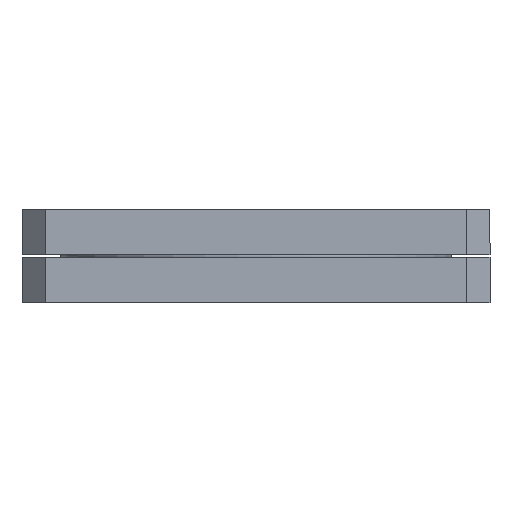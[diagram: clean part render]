
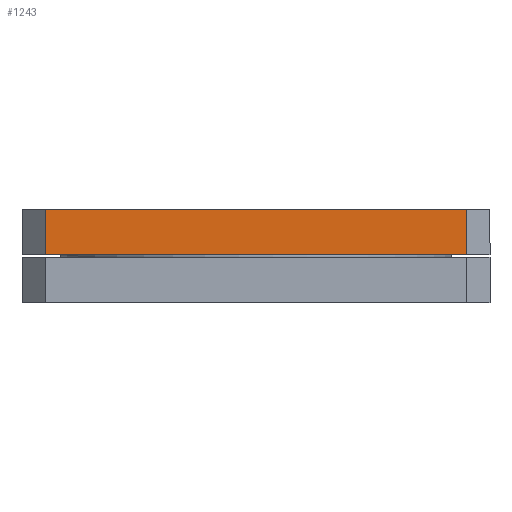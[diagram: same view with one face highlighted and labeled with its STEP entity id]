
A CAD part, front view. The second image highlights one B-rep face of the part: STEP entity #1243.
In plain terms, the highlighted planar face has unit normal (0, -1, 0).
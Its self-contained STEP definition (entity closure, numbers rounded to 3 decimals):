
#1 = EDGE_CURVE ( 'NONE', #563, #1204, #574, .T. ) ;
#56 = PLANE ( 'NONE',  #92 ) ;
#63 = DIRECTION ( 'NONE',  ( 1., 0., 0. ) ) ;
#86 = ORIENTED_EDGE ( 'NONE', *, *, #334, .T. ) ;
#92 = AXIS2_PLACEMENT_3D ( 'NONE', #1796, #1375, #512 ) ;
#175 = VECTOR ( 'NONE', #1565, 1000. ) ;
#197 = VERTEX_POINT ( 'NONE', #903 ) ;
#300 = CARTESIAN_POINT ( 'NONE',  ( 40., -40., 0. ) ) ;
#334 = EDGE_CURVE ( 'NONE', #1204, #197, #848, .T. ) ;
#343 = LINE ( 'NONE', #1612, #1825 ) ;
#375 = ORIENTED_EDGE ( 'NONE', *, *, #657, .T. ) ;
#384 = CARTESIAN_POINT ( 'NONE',  ( -36., -40., -7.75 ) ) ;
#459 = VECTOR ( 'NONE', #469, 1000. ) ;
#469 = DIRECTION ( 'NONE',  ( -1., 0., 0. ) ) ;
#512 = DIRECTION ( 'NONE',  ( 0., 0., -1. ) ) ;
#563 = VERTEX_POINT ( 'NONE', #1028 ) ;
#574 = LINE ( 'NONE', #1635, #175 ) ;
#605 = EDGE_LOOP ( 'NONE', ( #375, #1228, #86, #1035 ) ) ;
#656 = CARTESIAN_POINT ( 'NONE',  ( 36., -40., 0. ) ) ;
#657 = EDGE_CURVE ( 'NONE', #1787, #563, #343, .T. ) ;
#662 = LINE ( 'NONE', #1012, #1759 ) ;
#848 = LINE ( 'NONE', #300, #459 ) ;
#903 = CARTESIAN_POINT ( 'NONE',  ( -36., -40., 0. ) ) ;
#912 = EDGE_CURVE ( 'NONE', #197, #1787, #662, .T. ) ;
#1012 = CARTESIAN_POINT ( 'NONE',  ( -36., -40., 0. ) ) ;
#1028 = CARTESIAN_POINT ( 'NONE',  ( 36., -40., -7.75 ) ) ;
#1035 = ORIENTED_EDGE ( 'NONE', *, *, #912, .T. ) ;
#1204 = VERTEX_POINT ( 'NONE', #656 ) ;
#1228 = ORIENTED_EDGE ( 'NONE', *, *, #1, .T. ) ;
#1243 = ADVANCED_FACE ( 'NONE', ( #1541 ), #56, .T. ) ;
#1375 = DIRECTION ( 'NONE',  ( 0., -1., 0. ) ) ;
#1541 = FACE_OUTER_BOUND ( 'NONE', #605, .T. ) ;
#1565 = DIRECTION ( 'NONE',  ( 0., 0., 1. ) ) ;
#1574 = DIRECTION ( 'NONE',  ( 0., 0., -1. ) ) ;
#1612 = CARTESIAN_POINT ( 'NONE',  ( -225., -40., -7.75 ) ) ;
#1635 = CARTESIAN_POINT ( 'NONE',  ( 36., -40., 0. ) ) ;
#1759 = VECTOR ( 'NONE', #1574, 1000. ) ;
#1787 = VERTEX_POINT ( 'NONE', #384 ) ;
#1796 = CARTESIAN_POINT ( 'NONE',  ( 40., -40., 0. ) ) ;
#1825 = VECTOR ( 'NONE', #63, 1000. ) ;
